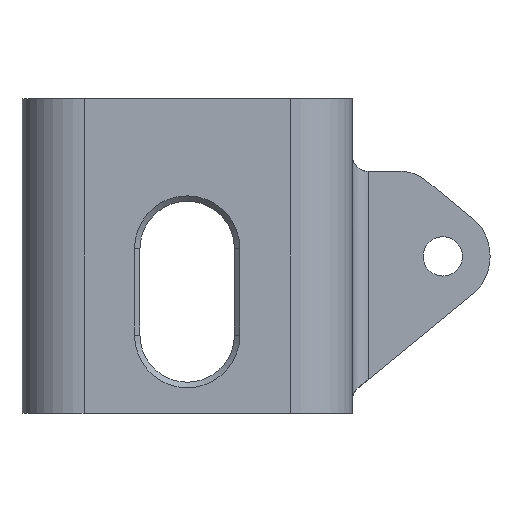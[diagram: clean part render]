
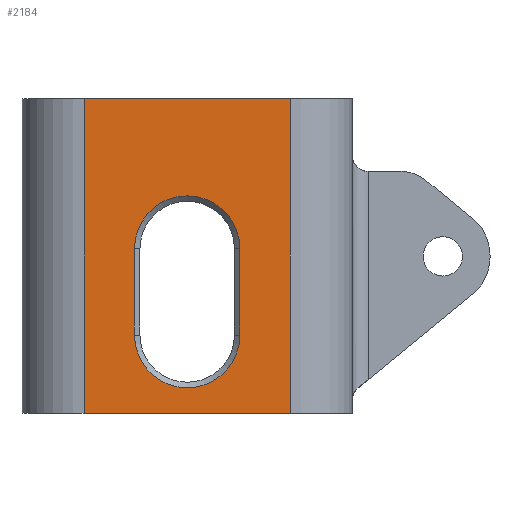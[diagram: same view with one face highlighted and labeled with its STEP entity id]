
A CAD part, left-side view. The second image highlights one B-rep face of the part: STEP entity #2184.
In plain terms, the highlighted planar face has unit normal (-1, 0, 0).
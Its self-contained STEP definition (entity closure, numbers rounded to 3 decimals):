
#36=FACE_BOUND('',#382,.T.);
#80=CIRCLE('',#2352,6.7);
#82=CIRCLE('',#2356,6.7);
#159=PLANE('',#2366);
#254=FACE_OUTER_BOUND('',#381,.T.);
#381=EDGE_LOOP('',(#1780,#1781,#1782,#1783));
#382=EDGE_LOOP('',(#1784,#1785,#1786,#1787));
#496=LINE('',#3262,#730);
#588=LINE('',#3498,#822);
#592=LINE('',#3509,#826);
#603=LINE('',#3535,#837);
#604=LINE('',#3537,#838);
#605=LINE('',#3538,#839);
#730=VECTOR('',#2580,10.);
#822=VECTOR('',#2816,10.);
#826=VECTOR('',#2828,10.);
#837=VECTOR('',#2855,10.);
#838=VECTOR('',#2856,10.);
#839=VECTOR('',#2857,10.);
#994=VERTEX_POINT('',#3259);
#995=VERTEX_POINT('',#3261);
#1063=VERTEX_POINT('',#3488);
#1064=VERTEX_POINT('',#3489);
#1067=VERTEX_POINT('',#3497);
#1069=VERTEX_POINT('',#3503);
#1077=VERTEX_POINT('',#3534);
#1078=VERTEX_POINT('',#3536);
#1201=EDGE_CURVE('',#994,#995,#496,.T.);
#1315=EDGE_CURVE('',#1063,#1064,#80,.T.);
#1319=EDGE_CURVE('',#1067,#1063,#588,.T.);
#1322=EDGE_CURVE('',#1069,#1067,#82,.T.);
#1325=EDGE_CURVE('',#1064,#1069,#592,.T.);
#1338=EDGE_CURVE('',#1077,#994,#603,.T.);
#1339=EDGE_CURVE('',#1078,#1077,#604,.T.);
#1340=EDGE_CURVE('',#1078,#995,#605,.T.);
#1780=ORIENTED_EDGE('',*,*,#1338,.F.);
#1781=ORIENTED_EDGE('',*,*,#1339,.F.);
#1782=ORIENTED_EDGE('',*,*,#1340,.T.);
#1783=ORIENTED_EDGE('',*,*,#1201,.F.);
#1784=ORIENTED_EDGE('',*,*,#1322,.F.);
#1785=ORIENTED_EDGE('',*,*,#1325,.F.);
#1786=ORIENTED_EDGE('',*,*,#1315,.F.);
#1787=ORIENTED_EDGE('',*,*,#1319,.F.);
#2184=ADVANCED_FACE('',(#254,#36),#159,.T.);
#2352=AXIS2_PLACEMENT_3D('',#3490,#2808,#2809);
#2356=AXIS2_PLACEMENT_3D('',#3504,#2821,#2822);
#2366=AXIS2_PLACEMENT_3D('',#3533,#2853,#2854);
#2580=DIRECTION('',(0.,-1.,0.));
#2808=DIRECTION('center_axis',(-1.,0.,0.));
#2809=DIRECTION('ref_axis',(0.,-1.,0.));
#2816=DIRECTION('',(0.,0.,-1.));
#2821=DIRECTION('center_axis',(-1.,0.,0.));
#2822=DIRECTION('ref_axis',(0.,1.,0.));
#2828=DIRECTION('',(0.,0.,1.));
#2853=DIRECTION('center_axis',(-1.,0.,0.));
#2854=DIRECTION('ref_axis',(0.,1.,0.));
#2855=DIRECTION('',(0.,0.,1.));
#2856=DIRECTION('',(0.,1.,0.));
#2857=DIRECTION('',(0.,0.,1.));
#3259=CARTESIAN_POINT('',(-20.9,11.45,20.05));
#3261=CARTESIAN_POINT('',(-20.9,-14.75,20.05));
#3262=CARTESIAN_POINT('',(-20.9,-14.75,20.05));
#3488=CARTESIAN_POINT('',(-20.9,5.05,-10.));
#3489=CARTESIAN_POINT('',(-20.9,-8.35,-10.));
#3490=CARTESIAN_POINT('Origin',(-20.9,-1.65,-10.));
#3497=CARTESIAN_POINT('',(-20.9,5.05,1.));
#3498=CARTESIAN_POINT('',(-20.9,5.05,1.038));
#3503=CARTESIAN_POINT('',(-20.9,-8.35,1.));
#3504=CARTESIAN_POINT('Origin',(-20.9,-1.65,1.));
#3509=CARTESIAN_POINT('',(-20.9,-8.35,-1.713));
#3533=CARTESIAN_POINT('Origin',(-20.9,-14.75,0.05));
#3534=CARTESIAN_POINT('',(-20.9,11.45,-19.95));
#3535=CARTESIAN_POINT('',(-20.9,11.45,0.05));
#3536=CARTESIAN_POINT('',(-20.9,-14.75,-19.95));
#3537=CARTESIAN_POINT('',(-20.9,-14.75,-19.95));
#3538=CARTESIAN_POINT('',(-20.9,-14.75,0.05));
